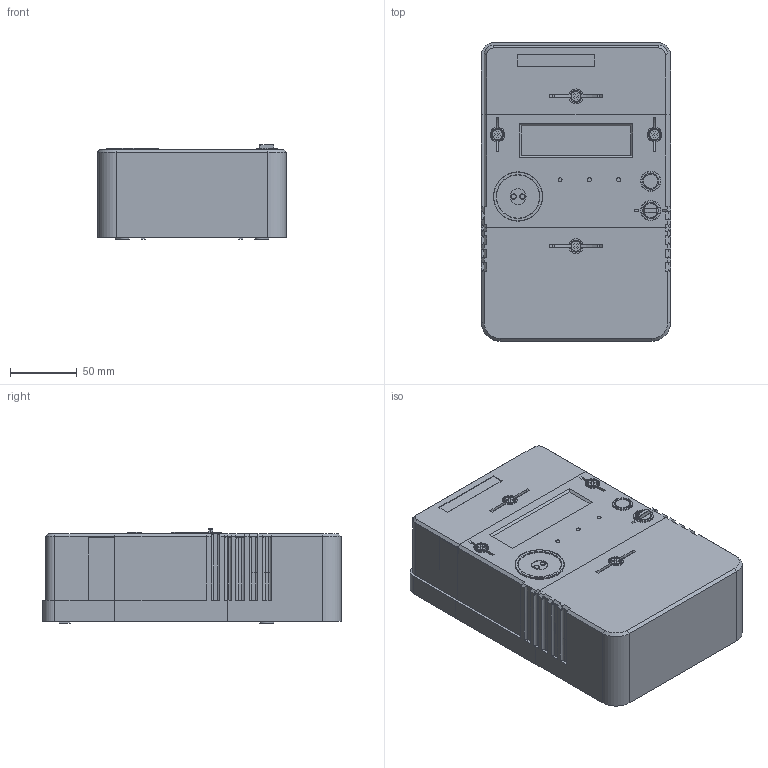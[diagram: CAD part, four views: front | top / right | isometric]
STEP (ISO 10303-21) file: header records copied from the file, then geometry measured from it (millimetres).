
FILE_DESCRIPTION (( 'STEP AP214' ), '1' );
FILE_NAME ('SME-1C7-80 Ñ÷åò÷èê ýë. ýí. 1-ôàçí. ìíîãîòàðèôíûé STAR 128_1_2 C7-5(80)Ý RS-485.STEP', '2020-02-14T11:59:18', ( '' ), ( '' ), 'SwSTEP 2.0', 'SolidWorks 2017', '' );
FILE_SCHEMA (( 'AUTOMOTIVE_DESIGN' ));
Length unit declared in the file: millimetre
Products named in the file (1): SME-1C7-80 Ñ÷åò÷èê ýë. ýí. 1-ôàçí. ìíîãîòàðèôíûé STAR 128_1_2 C7-5(80)Ý RS-485
Bounding box: 142 x 224 x 71.3 mm (x, y, z)
Volume: 1313284.3 mm3; surface area: 220390.5 mm2
Topology: 3 solids, 3 shells, 672 faces, 1730 edges, 1129 vertices
Faces by surface type: plane 417, cylinder 208, torus 35, bspline 8, cone 4
Entity records: 20843 total; most frequent: CARTESIAN_POINT 4076, DIRECTION 3505, ORIENTED_EDGE 3460, EDGE_CURVE 1730, AXIS2_PLACEMENT_3D 1190, VERTEX_POINT 1129, VECTOR 1125, LINE 1125
